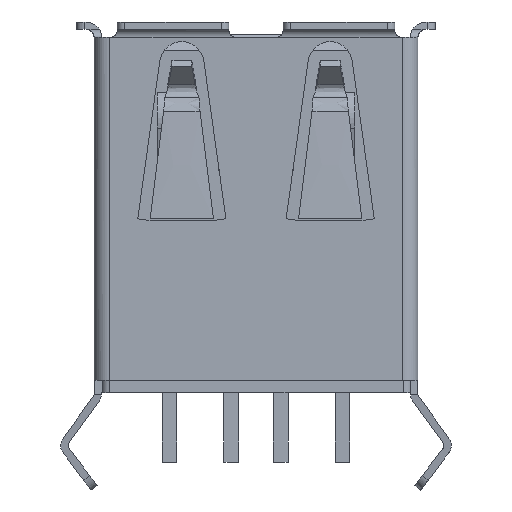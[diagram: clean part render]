
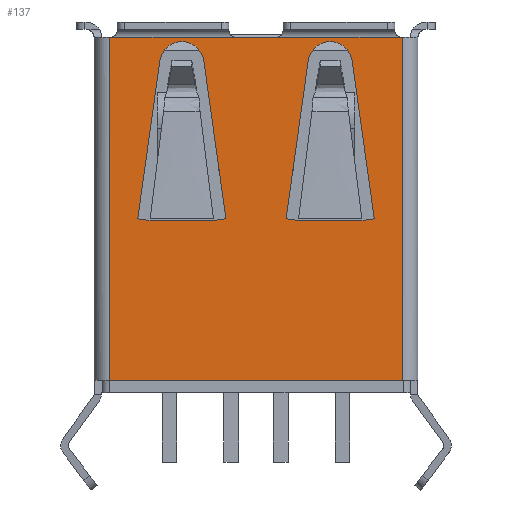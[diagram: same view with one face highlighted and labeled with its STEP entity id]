
A CAD part, front view. The second image highlights one B-rep face of the part: STEP entity #137.
In plain terms, the highlighted planar face has unit normal (0, -1, 0).
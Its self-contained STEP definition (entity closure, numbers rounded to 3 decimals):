
#137=ADVANCED_FACE('',(#548,#549,#550),#551,.T.);
#548=FACE_OUTER_BOUND('',#1443,.T.);
#549=FACE_BOUND('',#1444,.T.);
#550=FACE_BOUND('',#1445,.T.);
#551=PLANE('',#1446);
#1443=EDGE_LOOP('',(#3513,#3514,#3515,#3516,#3517,#3518,#3519,#3520));
#1444=EDGE_LOOP('',(#3521,#3522,#3523,#3524,#3525,#3526,#3527));
#1445=EDGE_LOOP('',(#3528,#3529,#3530,#3531,#3532,#3533,#3534));
#1446=AXIS2_PLACEMENT_3D('',#3535,#3536,#3537);
#3513=ORIENTED_EDGE('',*,*,#5709,.F.);
#3514=ORIENTED_EDGE('',*,*,#5710,.T.);
#3515=ORIENTED_EDGE('',*,*,#5711,.F.);
#3516=ORIENTED_EDGE('',*,*,#5712,.F.);
#3517=ORIENTED_EDGE('',*,*,#5713,.T.);
#3518=ORIENTED_EDGE('',*,*,#5714,.F.);
#3519=ORIENTED_EDGE('',*,*,#5715,.F.);
#3520=ORIENTED_EDGE('',*,*,#5716,.T.);
#3521=ORIENTED_EDGE('',*,*,#5717,.F.);
#3522=ORIENTED_EDGE('',*,*,#5718,.F.);
#3523=ORIENTED_EDGE('',*,*,#5719,.F.);
#3524=ORIENTED_EDGE('',*,*,#5490,.F.);
#3525=ORIENTED_EDGE('',*,*,#5720,.F.);
#3526=ORIENTED_EDGE('',*,*,#5721,.F.);
#3527=ORIENTED_EDGE('',*,*,#5722,.F.);
#3528=ORIENTED_EDGE('',*,*,#5723,.F.);
#3529=ORIENTED_EDGE('',*,*,#5705,.F.);
#3530=ORIENTED_EDGE('',*,*,#5724,.F.);
#3531=ORIENTED_EDGE('',*,*,#5498,.F.);
#3532=ORIENTED_EDGE('',*,*,#5725,.F.);
#3533=ORIENTED_EDGE('',*,*,#5726,.F.);
#3534=ORIENTED_EDGE('',*,*,#5678,.F.);
#3535=CARTESIAN_POINT('',(-6.55,-2.86,-0.62));
#3536=DIRECTION('',(0.0,-1.0,0.0));
#3537=DIRECTION('',(0.0,0.0,-1.0));
#5490=EDGE_CURVE('',#6324,#6327,#6328,.T.);
#5498=EDGE_CURVE('',#6340,#6343,#6344,.T.);
#5678=EDGE_CURVE('',#6650,#6653,#6654,.T.);
#5705=EDGE_CURVE('',#6700,#6698,#6702,.T.);
#5709=EDGE_CURVE('',#6708,#6709,#6710,.T.);
#5710=EDGE_CURVE('',#6708,#6711,#6712,.T.);
#5711=EDGE_CURVE('',#6713,#6711,#6714,.T.);
#5712=EDGE_CURVE('',#6715,#6713,#6716,.T.);
#5713=EDGE_CURVE('',#6715,#6717,#6718,.T.);
#5714=EDGE_CURVE('',#6719,#6717,#6720,.T.);
#5715=EDGE_CURVE('',#6721,#6719,#6722,.T.);
#5716=EDGE_CURVE('',#6721,#6709,#6723,.T.);
#5717=EDGE_CURVE('',#6724,#6725,#6726,.T.);
#5718=EDGE_CURVE('',#6727,#6724,#6728,.T.);
#5719=EDGE_CURVE('',#6327,#6727,#6729,.T.);
#5720=EDGE_CURVE('',#6730,#6324,#6731,.T.);
#5721=EDGE_CURVE('',#6732,#6730,#6733,.T.);
#5722=EDGE_CURVE('',#6725,#6732,#6734,.T.);
#5723=EDGE_CURVE('',#6698,#6650,#6735,.T.);
#5724=EDGE_CURVE('',#6343,#6700,#6736,.T.);
#5725=EDGE_CURVE('',#6737,#6340,#6738,.T.);
#5726=EDGE_CURVE('',#6653,#6737,#6739,.T.);
#6324=VERTEX_POINT('',#7664);
#6327=VERTEX_POINT('',#7668);
#6328=CIRCLE('',#7669,0.896);
#6340=VERTEX_POINT('',#7684);
#6343=VERTEX_POINT('',#7688);
#6344=CIRCLE('',#7689,0.896);
#6650=VERTEX_POINT('',#8270);
#6653=VERTEX_POINT('',#8274);
#6654=LINE('',#8275,#8276);
#6698=VERTEX_POINT('',#8342);
#6700=VERTEX_POINT('',#8345);
#6702=LINE('',#8348,#8349);
#6708=VERTEX_POINT('',#8358);
#6709=VERTEX_POINT('',#8359);
#6710=LINE('',#8360,#8361);
#6711=VERTEX_POINT('',#8362);
#6712=LINE('',#8363,#8364);
#6713=VERTEX_POINT('',#8365);
#6714=LINE('',#8366,#8367);
#6715=VERTEX_POINT('',#8368);
#6716=LINE('',#8369,#8370);
#6717=VERTEX_POINT('',#8371);
#6718=LINE('',#8372,#8373);
#6719=VERTEX_POINT('',#8374);
#6720=LINE('',#8375,#8376);
#6721=VERTEX_POINT('',#8377);
#6722=LINE('',#8378,#8379);
#6723=LINE('',#8380,#8381);
#6724=VERTEX_POINT('',#8382);
#6725=VERTEX_POINT('',#8383);
#6726=LINE('',#8384,#8385);
#6727=VERTEX_POINT('',#8386);
#6728=LINE('',#8387,#8388);
#6729=LINE('',#8389,#8390);
#6730=VERTEX_POINT('',#8391);
#6731=CIRCLE('',#8392,0.896);
#6732=VERTEX_POINT('',#8393);
#6733=LINE('',#8394,#8395);
#6734=LINE('',#8396,#8397);
#6735=LINE('',#8398,#8399);
#6736=LINE('',#8400,#8401);
#6737=VERTEX_POINT('',#8402);
#6738=CIRCLE('',#8403,0.896);
#6739=LINE('',#8404,#8405);
#7664=CARTESIAN_POINT('',(3.0,-2.86,-0.795));
#7668=CARTESIAN_POINT('',(2.113,-2.86,-1.567));
#7669=AXIS2_PLACEMENT_3D('',#10606,#10607,#10608);
#7684=CARTESIAN_POINT('',(-3.0,-2.86,-0.795));
#7688=CARTESIAN_POINT('',(-3.887,-2.86,-1.567));
#7689=AXIS2_PLACEMENT_3D('',#10622,#10623,#10624);
#8270=CARTESIAN_POINT('',(-1.713,-2.86,-8.027));
#8274=CARTESIAN_POINT('',(-1.218,-2.86,-7.958));
#8275=CARTESIAN_POINT('',(-1.713,-2.86,-8.027));
#8276=VECTOR('',#10814,0.5);
#8342=CARTESIAN_POINT('',(-4.287,-2.86,-8.027));
#8345=CARTESIAN_POINT('',(-4.782,-2.86,-7.958));
#8348=CARTESIAN_POINT('',(-4.782,-2.86,-7.958));
#8349=VECTOR('',#10845,0.5);
#8358=CARTESIAN_POINT('',(-0.8,-2.86,-0.62));
#8359=CARTESIAN_POINT('',(0.8,-2.86,-0.62));
#8360=CARTESIAN_POINT('',(-0.8,-2.86,-0.62));
#8361=VECTOR('',#10849,1.6);
#8362=CARTESIAN_POINT('',(-5.91,-2.86,-0.62));
#8363=CARTESIAN_POINT('',(-0.8,-2.86,-0.62));
#8364=VECTOR('',#10850,5.11);
#8365=CARTESIAN_POINT('',(-5.912,-2.86,-0.62));
#8366=CARTESIAN_POINT('',(-5.912,-2.86,-0.62));
#8367=VECTOR('',#10851,0.002);
#8368=CARTESIAN_POINT('',(-5.912,-2.86,-14.5));
#8369=CARTESIAN_POINT('',(-5.912,-2.86,-14.5));
#8370=VECTOR('',#10852,13.88);
#8371=CARTESIAN_POINT('',(5.912,-2.86,-14.5));
#8372=CARTESIAN_POINT('',(-5.912,-2.86,-14.5));
#8373=VECTOR('',#10853,11.824);
#8374=CARTESIAN_POINT('',(5.912,-2.86,-0.62));
#8375=CARTESIAN_POINT('',(5.912,-2.86,-0.62));
#8376=VECTOR('',#10854,13.88);
#8377=CARTESIAN_POINT('',(5.91,-2.86,-0.62));
#8378=CARTESIAN_POINT('',(5.91,-2.86,-0.62));
#8379=VECTOR('',#10855,0.002);
#8380=CARTESIAN_POINT('',(5.91,-2.86,-0.62));
#8381=VECTOR('',#10856,5.11);
#8382=CARTESIAN_POINT('',(1.713,-2.86,-8.027));
#8383=CARTESIAN_POINT('',(4.287,-2.86,-8.027));
#8384=CARTESIAN_POINT('',(1.713,-2.86,-8.027));
#8385=VECTOR('',#10857,2.574);
#8386=CARTESIAN_POINT('',(1.218,-2.86,-7.958));
#8387=CARTESIAN_POINT('',(1.218,-2.86,-7.958));
#8388=VECTOR('',#10858,0.5);
#8389=CARTESIAN_POINT('',(2.113,-2.86,-1.567));
#8390=VECTOR('',#10859,6.453);
#8391=CARTESIAN_POINT('',(3.887,-2.86,-1.567));
#8392=AXIS2_PLACEMENT_3D('',#10860,#10861,#10862);
#8393=CARTESIAN_POINT('',(4.782,-2.86,-7.958));
#8394=CARTESIAN_POINT('',(4.782,-2.86,-7.958));
#8395=VECTOR('',#10863,6.453);
#8396=CARTESIAN_POINT('',(4.287,-2.86,-8.027));
#8397=VECTOR('',#10864,0.5);
#8398=CARTESIAN_POINT('',(-4.287,-2.86,-8.027));
#8399=VECTOR('',#10865,2.574);
#8400=CARTESIAN_POINT('',(-3.887,-2.86,-1.567));
#8401=VECTOR('',#10866,6.453);
#8402=CARTESIAN_POINT('',(-2.113,-2.86,-1.567));
#8403=AXIS2_PLACEMENT_3D('',#10867,#10868,#10869);
#8404=CARTESIAN_POINT('',(-1.218,-2.86,-7.958));
#8405=VECTOR('',#10870,6.453);
#10606=CARTESIAN_POINT('',(3.0,-2.86,-1.691));
#10607=DIRECTION('',(0.0,-1.0,0.0));
#10608=DIRECTION('',(0.99,0.0,0.139));
#10622=CARTESIAN_POINT('',(-3.0,-2.86,-1.691));
#10623=DIRECTION('',(0.0,-1.0,0.0));
#10624=DIRECTION('',(0.99,0.0,0.139));
#10814=DIRECTION('',(0.99,0.0,0.139));
#10845=DIRECTION('',(0.99,0.0,-0.139));
#10849=DIRECTION('',(1.0,0.0,0.0));
#10850=DIRECTION('',(-1.0,0.,0.));
#10851=DIRECTION('',(1.,0.,0.));
#10852=DIRECTION('',(0.0,0.0,1.0));
#10853=DIRECTION('',(1.0,0.0,0.0));
#10854=DIRECTION('',(0.0,0.0,-1.0));
#10855=DIRECTION('',(1.,0.,0.));
#10856=DIRECTION('',(-1.0,0.,0.));
#10857=DIRECTION('',(1.0,0.0,0.0));
#10858=DIRECTION('',(0.99,0.0,-0.139));
#10859=DIRECTION('',(-0.139,0.0,-0.99));
#10860=CARTESIAN_POINT('',(3.0,-2.86,-1.691));
#10861=DIRECTION('',(0.0,-1.0,0.0));
#10862=DIRECTION('',(0.99,0.0,0.139));
#10863=DIRECTION('',(-0.139,0.0,0.99));
#10864=DIRECTION('',(0.99,0.0,0.139));
#10865=DIRECTION('',(1.0,0.0,0.0));
#10866=DIRECTION('',(-0.139,0.0,-0.99));
#10867=CARTESIAN_POINT('',(-3.0,-2.86,-1.691));
#10868=DIRECTION('',(0.0,-1.0,0.0));
#10869=DIRECTION('',(0.99,0.0,0.139));
#10870=DIRECTION('',(-0.139,0.0,0.99));
